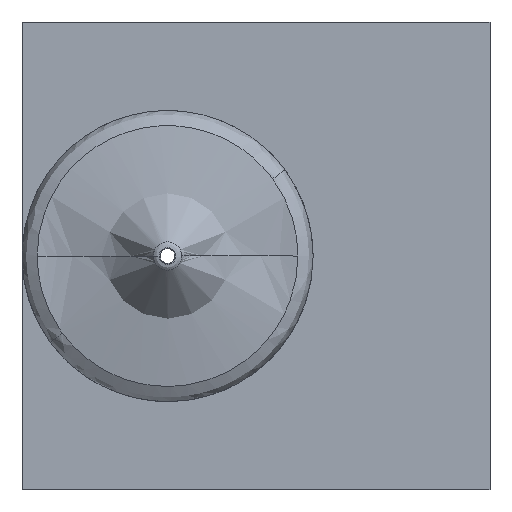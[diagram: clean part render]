
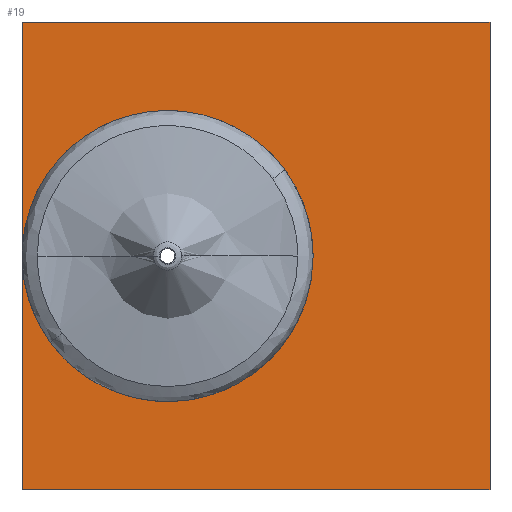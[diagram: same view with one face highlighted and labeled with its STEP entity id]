
A CAD part, front view. The second image highlights one B-rep face of the part: STEP entity #19.
In plain terms, the highlighted planar face has unit normal (0, -1, 0).
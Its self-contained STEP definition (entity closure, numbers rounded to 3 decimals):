
#19=ADVANCED_FACE('',(#73),#795,.T.);
#73=FACE_OUTER_BOUND('',#121,.T.);
#121=EDGE_LOOP('',(#196,#197,#198,#199,#200,#201,#202));
#196=ORIENTED_EDGE('',*,*,#460,.T.);
#197=ORIENTED_EDGE('',*,*,#454,.T.);
#198=ORIENTED_EDGE('',*,*,#442,.T.);
#199=ORIENTED_EDGE('',*,*,#425,.F.);
#200=ORIENTED_EDGE('',*,*,#441,.T.);
#201=ORIENTED_EDGE('',*,*,#439,.T.);
#202=ORIENTED_EDGE('',*,*,#440,.T.);
#425=EDGE_CURVE('',#679,#680,#631,.T.);
#439=EDGE_CURVE('',#695,#696,#640,.T.);
#440=EDGE_CURVE('',#696,#697,#641,.T.);
#441=EDGE_CURVE('',#679,#695,#642,.T.);
#442=EDGE_CURVE('',#699,#680,#643,.T.);
#454=EDGE_CURVE('',#698,#699,#648,.T.);
#460=EDGE_CURVE('',#697,#698,#654,.T.);
#631=B_SPLINE_CURVE_WITH_KNOTS('',1,(#1948,#1949),.UNSPECIFIED.,.F.,.F.,
(2,2),(-6.35,6.35),.UNSPECIFIED.);
#640=B_SPLINE_CURVE_WITH_KNOTS('',1,(#2024,#2025),.UNSPECIFIED.,.F.,.F.,
(2,2),(-6.35,6.35),.UNSPECIFIED.);
#641=B_SPLINE_CURVE_WITH_KNOTS('',1,(#2026,#2027),.UNSPECIFIED.,.F.,.F.,
(2,2),(-6.35,-0.108),.UNSPECIFIED.);
#642=B_SPLINE_CURVE_WITH_KNOTS('',1,(#2028,#2029),.UNSPECIFIED.,.F.,.F.,
(2,2),(-6.35,6.35),.UNSPECIFIED.);
#643=B_SPLINE_CURVE_WITH_KNOTS('',1,(#2030,#2031),.UNSPECIFIED.,.F.,.F.,
(2,2),(0.108,6.35),.UNSPECIFIED.);
#648=B_SPLINE_CURVE_WITH_KNOTS('',3,(#2122,#2123,#2124,#2125,#2126,#2127,
#2128,#2129,#2130,#2131,#2132,#2133,#2134,#2135,#2136,#2137,#2138,#2139),
 .UNSPECIFIED.,.F.,.F.,(4,2,2,2,2,2,2,2,4),(-24.818,-23.281,
-21.743,-20.205,-18.668,-17.13,
-15.593,-14.055,-12.517),.UNSPECIFIED.);
#654=B_SPLINE_CURVE_WITH_KNOTS('',3,(#2176,#2177,#2178,#2179,#2180,#2181,
#2182,#2183,#2184,#2185,#2186,#2187,#2188,#2189,#2190,#2191,#2192,#2193),
 .UNSPECIFIED.,.F.,.F.,(4,2,2,2,2,2,2,2,4),(-12.301,-10.764,
-9.226,-7.688,-6.151,-4.613,
-3.075,-1.538,0.),.UNSPECIFIED.);
#679=VERTEX_POINT('',#1861);
#680=VERTEX_POINT('',#1862);
#695=VERTEX_POINT('',#1877);
#696=VERTEX_POINT('',#1878);
#697=VERTEX_POINT('',#1879);
#698=VERTEX_POINT('',#1880);
#699=VERTEX_POINT('',#1881);
#795=PLANE('',#830);
#830=AXIS2_PLACEMENT_3D('',#966,#848,$);
#848=DIRECTION('',(0.,-1.,0.));
#966=CARTESIAN_POINT('',(-8.623,0.,0.));
#1861=CARTESIAN_POINT('',(-8.623,0.,-12.7));
#1862=CARTESIAN_POINT('',(-21.323,0.,-12.7));
#1877=CARTESIAN_POINT('',(-8.623,0.,0.));
#1878=CARTESIAN_POINT('',(-21.323,0.,0.));
#1879=CARTESIAN_POINT('',(-21.323,0.,-6.242));
#1880=CARTESIAN_POINT('',(-13.424,0.,-6.35));
#1881=CARTESIAN_POINT('',(-21.323,0.,-6.458));
#1948=CARTESIAN_POINT('',(-8.623,0.,-12.7));
#1949=CARTESIAN_POINT('',(-21.323,0.,-12.7));
#2024=CARTESIAN_POINT('',(-8.623,0.,0.));
#2025=CARTESIAN_POINT('',(-21.323,0.,0.));
#2026=CARTESIAN_POINT('',(-21.323,0.,0.));
#2027=CARTESIAN_POINT('',(-21.323,0.,-6.242));
#2028=CARTESIAN_POINT('',(-8.623,0.,-12.7));
#2029=CARTESIAN_POINT('',(-8.623,0.,0.));
#2030=CARTESIAN_POINT('',(-21.323,0.,-6.458));
#2031=CARTESIAN_POINT('',(-21.323,0.,-12.7));
#2122=CARTESIAN_POINT('',(-13.424,0.,-6.35));
#2123=CARTESIAN_POINT('',(-13.423,0.,-6.858));
#2124=CARTESIAN_POINT('',(-13.526,0.,-7.379));
#2125=CARTESIAN_POINT('',(-13.912,0.,-8.32));
#2126=CARTESIAN_POINT('',(-14.204,0.,-8.762));
#2127=CARTESIAN_POINT('',(-14.921,0.,-9.488));
#2128=CARTESIAN_POINT('',(-15.354,0.,-9.783));
#2129=CARTESIAN_POINT('',(-16.298,0.,-10.185));
#2130=CARTESIAN_POINT('',(-16.809,0.,-10.293));
#2131=CARTESIAN_POINT('',(-17.83,0.,-10.307));
#2132=CARTESIAN_POINT('',(-18.348,0.,-10.213));
#2133=CARTESIAN_POINT('',(-19.302,0.,-9.836));
#2134=CARTESIAN_POINT('',(-19.738,0.,-9.556));
#2135=CARTESIAN_POINT('',(-20.48,0.,-8.844));
#2136=CARTESIAN_POINT('',(-20.779,0.,-8.418));
#2137=CARTESIAN_POINT('',(-21.194,0.,-7.478));
#2138=CARTESIAN_POINT('',(-21.309,0.,-6.969));
#2139=CARTESIAN_POINT('',(-21.323,0.,-6.458));
#2176=CARTESIAN_POINT('',(-21.323,0.,-6.242));
#2177=CARTESIAN_POINT('',(-21.309,0.,-5.73));
#2178=CARTESIAN_POINT('',(-21.194,0.,-5.22));
#2179=CARTESIAN_POINT('',(-20.779,0.,-4.283));
#2180=CARTESIAN_POINT('',(-20.48,0.,-3.856));
#2181=CARTESIAN_POINT('',(-19.739,0.,-3.145));
#2182=CARTESIAN_POINT('',(-19.299,0.,-2.863));
#2183=CARTESIAN_POINT('',(-18.345,0.,-2.487));
#2184=CARTESIAN_POINT('',(-17.833,0.,-2.393));
#2185=CARTESIAN_POINT('',(-16.806,0.,-2.407));
#2186=CARTESIAN_POINT('',(-16.296,0.,-2.515));
#2187=CARTESIAN_POINT('',(-15.352,0.,-2.918));
#2188=CARTESIAN_POINT('',(-14.924,0.,-3.209));
#2189=CARTESIAN_POINT('',(-14.2,0.,-3.943));
#2190=CARTESIAN_POINT('',(-13.914,0.,-4.376));
#2191=CARTESIAN_POINT('',(-13.525,0.,-5.325));
#2192=CARTESIAN_POINT('',(-13.424,0.,-5.836));
#2193=CARTESIAN_POINT('',(-13.424,0.,-6.35));
